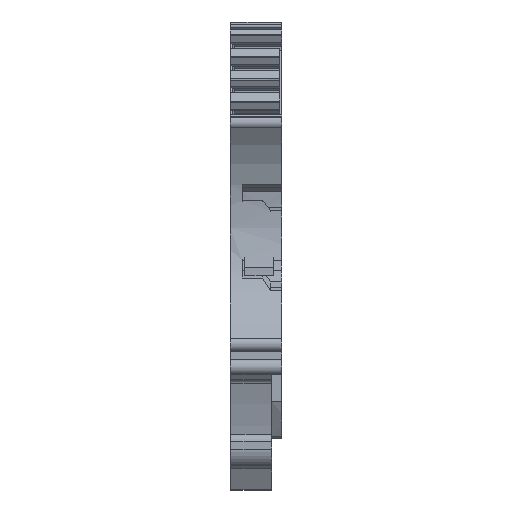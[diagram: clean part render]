
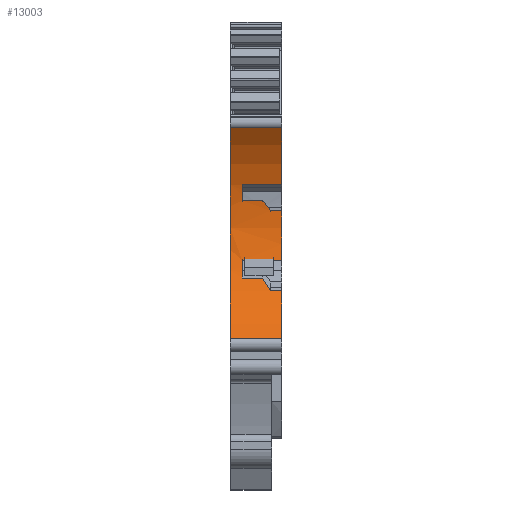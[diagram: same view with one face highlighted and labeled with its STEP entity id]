
A CAD part, front view. The second image highlights one B-rep face of the part: STEP entity #13003.
In plain terms, the highlighted cylindrical face has radius 15.05 mm (diameter 30.1 mm), a partial arc.
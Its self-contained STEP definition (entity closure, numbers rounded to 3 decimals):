
#431=AXIS2_PLACEMENT_3D('Circle Axis2P3D',#429,#430,$) ;
#475=AXIS2_PLACEMENT_3D('Circle Axis2P3D',#473,#474,$) ;
#1309=AXIS2_PLACEMENT_3D('Circle Axis2P3D',#1307,#1308,$) ;
#3178=AXIS2_PLACEMENT_3D('Circle Axis2P3D',#3176,#3177,$) ;
#5741=AXIS2_PLACEMENT_3D('Circle Axis2P3D',#5739,#5740,$) ;
#12958=AXIS2_PLACEMENT_3D('Cylinder Axis2P3D',#12955,#12956,#12957) ;
#12962=AXIS2_PLACEMENT_3D('Circle Axis2P3D',#12960,#12961,$) ;
#12969=AXIS2_PLACEMENT_3D('Circle Axis2P3D',#12967,#12968,$) ;
#12976=AXIS2_PLACEMENT_3D('Circle Axis2P3D',#12974,#12975,$) ;
#429=CARTESIAN_POINT('Axis2P3D Location',(5.1,-5.549,26.382)) ;
#433=CARTESIAN_POINT('Vertex',(5.1,9.451,27.601)) ;
#435=CARTESIAN_POINT('Vertex',(5.1,9.031,22.65)) ;
#470=CARTESIAN_POINT('Vertex',(5.1,7.942,19.712)) ;
#473=CARTESIAN_POINT('Axis2P3D Location',(5.1,-5.549,26.382)) ;
#477=CARTESIAN_POINT('Vertex',(5.1,4.261,14.969)) ;
#1304=CARTESIAN_POINT('Vertex',(5.1,6.166,35.829)) ;
#1307=CARTESIAN_POINT('Axis2P3D Location',(5.1,-5.549,26.382)) ;
#1311=CARTESIAN_POINT('Vertex',(5.1,9.019,30.16)) ;
#1658=CARTESIAN_POINT('Vertex',(1.2,9.031,22.65)) ;
#1666=CARTESIAN_POINT('Line Origine',(3.15,9.031,22.65)) ;
#3015=CARTESIAN_POINT('Vertex',(4.,9.451,27.601)) ;
#3018=CARTESIAN_POINT('Line Origine',(4.55,9.451,27.601)) ;
#3176=CARTESIAN_POINT('Axis2P3D Location',(1.2,-5.549,26.382)) ;
#3180=CARTESIAN_POINT('Vertex',(1.2,8.486,20.95)) ;
#5739=CARTESIAN_POINT('Axis2P3D Location',(1.2,-5.549,26.382)) ;
#5743=CARTESIAN_POINT('Vertex',(1.2,9.019,30.16)) ;
#5745=CARTESIAN_POINT('Vertex',(1.2,9.338,28.59)) ;
#5779=CARTESIAN_POINT('Control Point',(3.2,9.338,28.59)) ;
#5780=CARTESIAN_POINT('Control Point',(3.358,9.367,28.391)) ;
#5781=CARTESIAN_POINT('Control Point',(3.516,9.393,28.193)) ;
#5782=CARTESIAN_POINT('Control Point',(3.676,9.416,27.995)) ;
#5783=CARTESIAN_POINT('Control Point',(3.838,9.435,27.797)) ;
#5784=CARTESIAN_POINT('Control Point',(4.,9.451,27.601)) ;
#5785=CARTESIAN_POINT('Vertex',(3.2,9.338,28.59)) ;
#9028=CARTESIAN_POINT('Vertex',(4.,7.942,19.712)) ;
#9052=CARTESIAN_POINT('Vertex',(3.2,8.486,20.95)) ;
#9056=CARTESIAN_POINT('Control Point',(4.,7.942,19.712)) ;
#9057=CARTESIAN_POINT('Control Point',(3.848,8.064,19.958)) ;
#9058=CARTESIAN_POINT('Control Point',(3.691,8.179,20.206)) ;
#9059=CARTESIAN_POINT('Control Point',(3.531,8.288,20.454)) ;
#9060=CARTESIAN_POINT('Control Point',(3.367,8.39,20.702)) ;
#9061=CARTESIAN_POINT('Control Point',(3.2,8.486,20.95)) ;
#9627=CARTESIAN_POINT('Line Origine',(2.2,9.338,28.59)) ;
#10876=CARTESIAN_POINT('Line Origine',(2.2,8.486,20.95)) ;
#11439=CARTESIAN_POINT('Line Origine',(3.15,9.019,30.16)) ;
#11456=CARTESIAN_POINT('Line Origine',(2.55,6.166,35.829)) ;
#11460=CARTESIAN_POINT('Vertex',(0.05,6.166,35.829)) ;
#11462=CARTESIAN_POINT('Vertex',(4.9,6.166,35.829)) ;
#11465=CARTESIAN_POINT('Line Origine',(2.55,6.166,35.829)) ;
#11481=CARTESIAN_POINT('Vertex',(0.,6.166,35.829)) ;
#11484=CARTESIAN_POINT('Line Origine',(2.55,6.166,35.829)) ;
#12866=CARTESIAN_POINT('Line Origine',(2.55,4.261,14.969)) ;
#12870=CARTESIAN_POINT('Vertex',(4.9,4.261,14.969)) ;
#12873=CARTESIAN_POINT('Line Origine',(2.55,4.261,14.969)) ;
#12877=CARTESIAN_POINT('Vertex',(0.05,4.261,14.969)) ;
#12880=CARTESIAN_POINT('Line Origine',(2.55,4.261,14.969)) ;
#12884=CARTESIAN_POINT('Vertex',(0.,4.261,14.969)) ;
#12906=CARTESIAN_POINT('Line Origine',(4.55,7.942,19.712)) ;
#12955=CARTESIAN_POINT('Axis2P3D Location',(0.5,-5.549,26.382)) ;
#12960=CARTESIAN_POINT('Axis2P3D Location',(0.,-5.549,26.382)) ;
#12964=CARTESIAN_POINT('Vertex',(0.,9.019,30.16)) ;
#12967=CARTESIAN_POINT('Axis2P3D Location',(0.,-5.549,26.382)) ;
#12971=CARTESIAN_POINT('Vertex',(0.,7.942,19.712)) ;
#12974=CARTESIAN_POINT('Axis2P3D Location',(0.,-5.549,26.382)) ;
#430=DIRECTION('Axis2P3D Direction',(1.,0.,0.)) ;
#474=DIRECTION('Axis2P3D Direction',(1.,0.,0.)) ;
#1308=DIRECTION('Axis2P3D Direction',(1.,0.,0.)) ;
#1667=DIRECTION('Vector Direction',(1.,0.,0.)) ;
#3019=DIRECTION('Vector Direction',(1.,0.,0.)) ;
#3177=DIRECTION('Axis2P3D Direction',(-1.,0.,0.)) ;
#5740=DIRECTION('Axis2P3D Direction',(-1.,0.,0.)) ;
#9628=DIRECTION('Vector Direction',(1.,0.,0.)) ;
#10877=DIRECTION('Vector Direction',(1.,0.,0.)) ;
#11440=DIRECTION('Vector Direction',(1.,0.,0.)) ;
#11457=DIRECTION('Vector Direction',(1.,0.,0.)) ;
#11466=DIRECTION('Vector Direction',(1.,0.,0.)) ;
#11485=DIRECTION('Vector Direction',(1.,0.,0.)) ;
#12867=DIRECTION('Vector Direction',(1.,0.,0.)) ;
#12874=DIRECTION('Vector Direction',(1.,0.,0.)) ;
#12881=DIRECTION('Vector Direction',(1.,0.,0.)) ;
#12907=DIRECTION('Vector Direction',(-1.,0.,0.)) ;
#12956=DIRECTION('Axis2P3D Direction',(-1.,0.,0.)) ;
#12957=DIRECTION('Axis2P3D XDirection',(0.,0.968,0.251)) ;
#12961=DIRECTION('Axis2P3D Direction',(-1.,0.,0.)) ;
#12968=DIRECTION('Axis2P3D Direction',(-1.,0.,0.)) ;
#12975=DIRECTION('Axis2P3D Direction',(-1.,0.,0.)) ;
#1668=VECTOR('Line Direction',#1667,1.) ;
#3020=VECTOR('Line Direction',#3019,1.) ;
#9629=VECTOR('Line Direction',#9628,1.) ;
#10878=VECTOR('Line Direction',#10877,1.) ;
#11441=VECTOR('Line Direction',#11440,1.) ;
#11458=VECTOR('Line Direction',#11457,1.) ;
#11467=VECTOR('Line Direction',#11466,1.) ;
#11486=VECTOR('Line Direction',#11485,1.) ;
#12868=VECTOR('Line Direction',#12867,1.) ;
#12875=VECTOR('Line Direction',#12874,1.) ;
#12882=VECTOR('Line Direction',#12881,1.) ;
#12908=VECTOR('Line Direction',#12907,1.) ;
#12980=ORIENTED_EDGE('',*,*,#11443,.T.) ;
#12981=ORIENTED_EDGE('',*,*,#1313,.T.) ;
#12982=ORIENTED_EDGE('',*,*,#11469,.F.) ;
#12983=ORIENTED_EDGE('',*,*,#11464,.F.) ;
#12984=ORIENTED_EDGE('',*,*,#11488,.F.) ;
#12985=ORIENTED_EDGE('',*,*,#12966,.F.) ;
#12986=ORIENTED_EDGE('',*,*,#12973,.F.) ;
#12987=ORIENTED_EDGE('',*,*,#12978,.F.) ;
#12988=ORIENTED_EDGE('',*,*,#12886,.F.) ;
#12989=ORIENTED_EDGE('',*,*,#12879,.F.) ;
#12990=ORIENTED_EDGE('',*,*,#12872,.F.) ;
#12991=ORIENTED_EDGE('',*,*,#479,.F.) ;
#12992=ORIENTED_EDGE('',*,*,#12910,.T.) ;
#12993=ORIENTED_EDGE('',*,*,#9062,.T.) ;
#12994=ORIENTED_EDGE('',*,*,#10880,.F.) ;
#12995=ORIENTED_EDGE('',*,*,#3182,.F.) ;
#12996=ORIENTED_EDGE('',*,*,#1670,.T.) ;
#12997=ORIENTED_EDGE('',*,*,#437,.F.) ;
#12998=ORIENTED_EDGE('',*,*,#3022,.F.) ;
#12999=ORIENTED_EDGE('',*,*,#5787,.F.) ;
#13000=ORIENTED_EDGE('',*,*,#9631,.F.) ;
#13001=ORIENTED_EDGE('',*,*,#5747,.F.) ;
#13003=ADVANCED_FACE('V1',(#13002),#12959,.F.) ;
#5778=B_SPLINE_CURVE_WITH_KNOTS('',5,(#5779,#5780,#5781,#5782,#5783,#5784),.UNSPECIFIED.,.F.,.U.,(6,6),(0.,1.807),.UNSPECIFIED.) ;
#9055=B_SPLINE_CURVE_WITH_KNOTS('',5,(#9056,#9057,#9058,#9059,#9060,#9061),.UNSPECIFIED.,.F.,.U.,(6,6),(0.,2.223),.UNSPECIFIED.) ;
#432=CIRCLE('generated circle',#431,15.05) ;
#476=CIRCLE('generated circle',#475,15.05) ;
#1310=CIRCLE('generated circle',#1309,15.05) ;
#3179=CIRCLE('generated circle',#3178,15.05) ;
#5742=CIRCLE('generated circle',#5741,15.05) ;
#12963=CIRCLE('generated circle',#12962,15.05) ;
#12970=CIRCLE('generated circle',#12969,15.05) ;
#12977=CIRCLE('generated circle',#12976,15.05) ;
#12959=CYLINDRICAL_SURFACE('generated cylinder',#12958,15.05) ;
#437=EDGE_CURVE('',#434,#436,#432,.F.) ;
#479=EDGE_CURVE('',#471,#478,#476,.F.) ;
#1313=EDGE_CURVE('',#1312,#1305,#1310,.T.) ;
#1670=EDGE_CURVE('',#1659,#436,#1669,.T.) ;
#3022=EDGE_CURVE('',#3016,#434,#3021,.T.) ;
#3182=EDGE_CURVE('',#1659,#3181,#3179,.T.) ;
#5747=EDGE_CURVE('',#5744,#5746,#5742,.T.) ;
#5787=EDGE_CURVE('',#5786,#3016,#5778,.T.) ;
#9062=EDGE_CURVE('',#9029,#9053,#9055,.T.) ;
#9631=EDGE_CURVE('',#5746,#5786,#9630,.T.) ;
#10880=EDGE_CURVE('',#3181,#9053,#10879,.T.) ;
#11443=EDGE_CURVE('',#5744,#1312,#11442,.T.) ;
#11464=EDGE_CURVE('',#11461,#11463,#11459,.T.) ;
#11469=EDGE_CURVE('',#11463,#1305,#11468,.T.) ;
#11488=EDGE_CURVE('',#11482,#11461,#11487,.T.) ;
#12872=EDGE_CURVE('',#478,#12871,#12869,.F.) ;
#12879=EDGE_CURVE('',#12871,#12878,#12876,.F.) ;
#12886=EDGE_CURVE('',#12878,#12885,#12883,.F.) ;
#12910=EDGE_CURVE('',#471,#9029,#12909,.T.) ;
#12966=EDGE_CURVE('',#12965,#11482,#12963,.F.) ;
#12973=EDGE_CURVE('',#12972,#12965,#12970,.F.) ;
#12978=EDGE_CURVE('',#12885,#12972,#12977,.F.) ;
#12979=EDGE_LOOP('',(#12980,#12981,#12982,#12983,#12984,#12985,#12986,#12987,#12988,#12989,#12990,#12991,#12992,#12993,#12994,#12995,#12996,#12997,#12998,#12999,#13000,#13001)) ;
#13002=FACE_OUTER_BOUND('',#12979,.T.) ;
#1669=LINE('Line',#1666,#1668) ;
#3021=LINE('Line',#3018,#3020) ;
#9630=LINE('Line',#9627,#9629) ;
#10879=LINE('Line',#10876,#10878) ;
#11442=LINE('Line',#11439,#11441) ;
#11459=LINE('Line',#11456,#11458) ;
#11468=LINE('Line',#11465,#11467) ;
#11487=LINE('Line',#11484,#11486) ;
#12869=LINE('Line',#12866,#12868) ;
#12876=LINE('Line',#12873,#12875) ;
#12883=LINE('Line',#12880,#12882) ;
#12909=LINE('Line',#12906,#12908) ;
#434=VERTEX_POINT('',#433) ;
#436=VERTEX_POINT('',#435) ;
#471=VERTEX_POINT('',#470) ;
#478=VERTEX_POINT('',#477) ;
#1305=VERTEX_POINT('',#1304) ;
#1312=VERTEX_POINT('',#1311) ;
#1659=VERTEX_POINT('',#1658) ;
#3016=VERTEX_POINT('',#3015) ;
#3181=VERTEX_POINT('',#3180) ;
#5744=VERTEX_POINT('',#5743) ;
#5746=VERTEX_POINT('',#5745) ;
#5786=VERTEX_POINT('',#5785) ;
#9029=VERTEX_POINT('',#9028) ;
#9053=VERTEX_POINT('',#9052) ;
#11461=VERTEX_POINT('',#11460) ;
#11463=VERTEX_POINT('',#11462) ;
#11482=VERTEX_POINT('',#11481) ;
#12871=VERTEX_POINT('',#12870) ;
#12878=VERTEX_POINT('',#12877) ;
#12885=VERTEX_POINT('',#12884) ;
#12965=VERTEX_POINT('',#12964) ;
#12972=VERTEX_POINT('',#12971) ;
